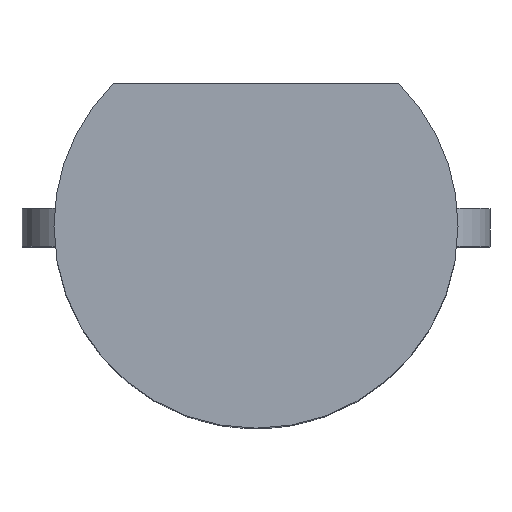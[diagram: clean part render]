
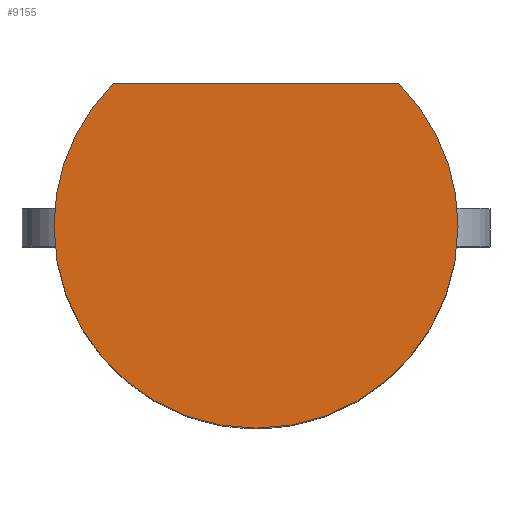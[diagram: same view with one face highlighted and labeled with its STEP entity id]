
A CAD part, top view. The second image highlights one B-rep face of the part: STEP entity #9155.
In plain terms, the highlighted planar face has unit normal (0, 0, 1).
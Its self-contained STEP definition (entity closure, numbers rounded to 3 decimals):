
#27 = EDGE_CURVE ( 'NONE', #7207, #6394, #9344, .T. ) ;
#128 = EDGE_CURVE ( 'NONE', #10494, #7207, #5732, .T. ) ;
#338 = VERTEX_POINT ( 'NONE', #7252 ) ;
#693 = CARTESIAN_POINT ( 'NONE',  ( 1.694, 1.7, 0. ) ) ;
#1039 = CARTESIAN_POINT ( 'NONE',  ( -1.694, 1.7, 0. ) ) ;
#1553 = FACE_OUTER_BOUND ( 'NONE', #9159, .T. ) ;
#2366 = CARTESIAN_POINT ( 'NONE',  ( 0., 0., 0. ) ) ;
#2713 = DIRECTION ( 'NONE',  ( 0., 0., 1. ) ) ;
#3250 = CARTESIAN_POINT ( 'NONE',  ( 0., 0., 0. ) ) ;
#3256 = DIRECTION ( 'NONE',  ( 1., 0., 0. ) ) ;
#3418 = DIRECTION ( 'NONE',  ( 1., 0., 0. ) ) ;
#3529 = CARTESIAN_POINT ( 'NONE',  ( 0., 0., 0. ) ) ;
#4129 = AXIS2_PLACEMENT_3D ( 'NONE', #2366, #12098, #3256 ) ;
#4330 = ORIENTED_EDGE ( 'NONE', *, *, #5254, .T. ) ;
#4333 = DIRECTION ( 'NONE',  ( 0., 0., 1. ) ) ;
#4447 = EDGE_CURVE ( 'NONE', #338, #10494, #9995, .T. ) ;
#4767 = CARTESIAN_POINT ( 'NONE',  ( 0., 0., 0. ) ) ;
#4847 = AXIS2_PLACEMENT_3D ( 'NONE', #4767, #2713, #6785 ) ;
#5254 = EDGE_CURVE ( 'NONE', #6394, #338, #9076, .T. ) ;
#5425 = PLANE ( 'NONE',  #12159 ) ;
#5452 = CARTESIAN_POINT ( 'NONE',  ( -1.694, 1.7, 0. ) ) ;
#5544 = ORIENTED_EDGE ( 'NONE', *, *, #128, .T. ) ;
#5732 = LINE ( 'NONE', #1039, #9980 ) ;
#6323 = DIRECTION ( 'NONE',  ( 0., 0., 1. ) ) ;
#6394 = VERTEX_POINT ( 'NONE', #7639 ) ;
#6785 = DIRECTION ( 'NONE',  ( 1., 0., 0. ) ) ;
#7207 = VERTEX_POINT ( 'NONE', #5452 ) ;
#7252 = CARTESIAN_POINT ( 'NONE',  ( 2.4, 0., 0. ) ) ;
#7571 = ORIENTED_EDGE ( 'NONE', *, *, #27, .T. ) ;
#7639 = CARTESIAN_POINT ( 'NONE',  ( -2.4, 0., 0. ) ) ;
#9076 = CIRCLE ( 'NONE', #4129, 2.4 ) ;
#9155 = ADVANCED_FACE ( 'NONE', ( #1553 ), #5425, .T. ) ;
#9159 = EDGE_LOOP ( 'NONE', ( #7571, #4330, #11007, #5544 ) ) ;
#9344 = CIRCLE ( 'NONE', #11009, 2.4 ) ;
#9980 = VECTOR ( 'NONE', #11679, 1000. ) ;
#9995 = CIRCLE ( 'NONE', #4847, 2.4 ) ;
#10494 = VERTEX_POINT ( 'NONE', #693 ) ;
#11007 = ORIENTED_EDGE ( 'NONE', *, *, #4447, .T. ) ;
#11009 = AXIS2_PLACEMENT_3D ( 'NONE', #3250, #4333, #12219 ) ;
#11679 = DIRECTION ( 'NONE',  ( -1., 0., 0. ) ) ;
#12098 = DIRECTION ( 'NONE',  ( 0., 0., 1. ) ) ;
#12159 = AXIS2_PLACEMENT_3D ( 'NONE', #3529, #6323, #3418 ) ;
#12219 = DIRECTION ( 'NONE',  ( 1., 0., 0. ) ) ;
